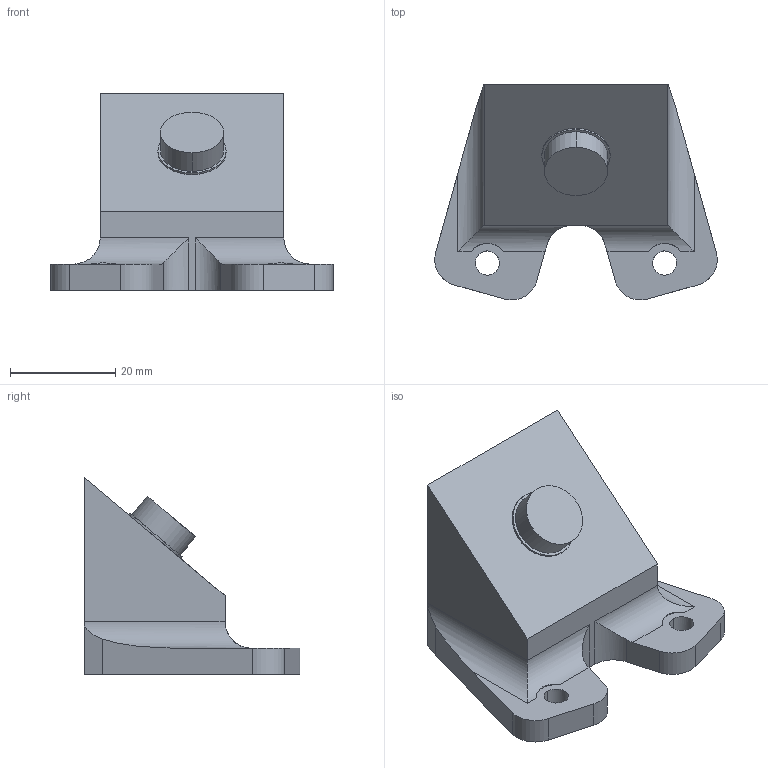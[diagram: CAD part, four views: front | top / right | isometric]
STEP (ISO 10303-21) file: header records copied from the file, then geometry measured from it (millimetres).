
FILE_DESCRIPTION (( 'STEP AP203' ), '1' );
FILE_NAME ('02_angle_50deg_2020base.step', '2020-06-02T18:15:31', ( '' ), ( '' ), 'SwSTEP 2.0', 'SolidWorks 2020', '' );
FILE_SCHEMA (( 'CONFIG_CONTROL_DESIGN' ));
Length unit declared in the file: millimetre
Products named in the file (1): 02_angle_50deg_2020base
Bounding box: 53.77 x 41.05 x 37.5 mm (x, y, z)
Volume: 29039.6 mm3; surface area: 7364.7 mm2
Topology: 1 solids, 1 shells, 41 faces, 108 edges, 72 vertices
Faces by surface type: cylinder 22, plane 19
Entity records: 1401 total; most frequent: CARTESIAN_POINT 306, ORIENTED_EDGE 216, DIRECTION 208, EDGE_CURVE 108, AXIS2_PLACEMENT_3D 74, VERTEX_POINT 72, LINE 60, VECTOR 60
